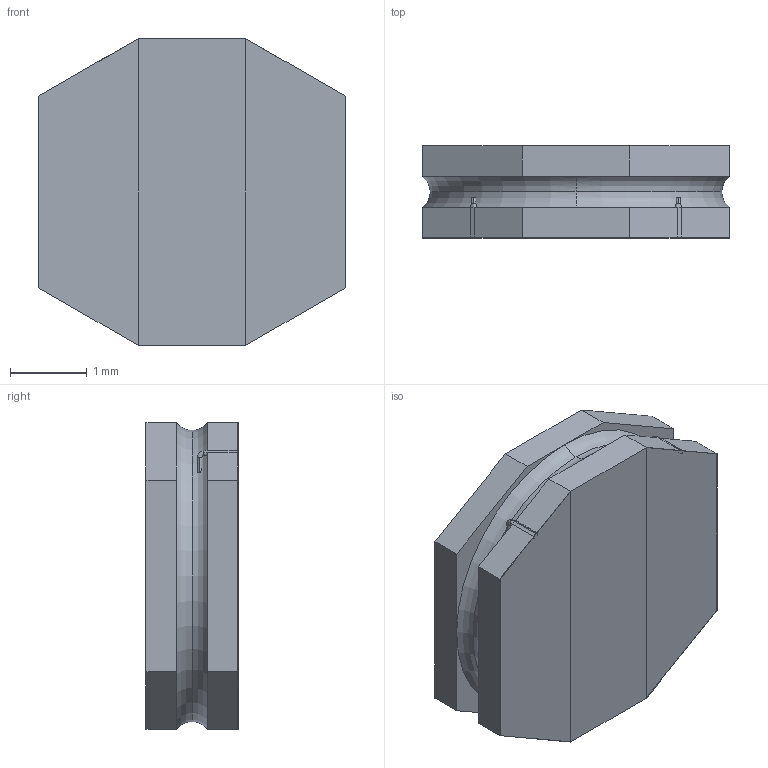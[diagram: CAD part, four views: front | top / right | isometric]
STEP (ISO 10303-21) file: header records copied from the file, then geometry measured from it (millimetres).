
FILE_DESCRIPTION (( 'STEP AP214' ), '1' );
FILE_NAME ('VLS4012ET-100M.STEP', '2022-02-22T09:40:27', ( '' ), ( '' ), 'SwSTEP 2.0', 'SolidWorks 2017', '' );
FILE_SCHEMA (( 'AUTOMOTIVE_DESIGN' ));
Length unit declared in the file: millimetre
Products named in the file (1): VLS4012ET-100M
Bounding box: 4 x 1.2 x 4 mm (x, y, z)
Volume: 15.9 mm3; surface area: 115.4 mm2
Topology: 7 solids, 7 shells, 78 faces, 182 edges, 118 vertices
Faces by surface type: plane 48, cylinder 16, torus 10, bspline 4
Entity records: 2652 total; most frequent: CARTESIAN_POINT 733, ORIENTED_EDGE 364, DIRECTION 362, EDGE_CURVE 182, AXIS2_PLACEMENT_3D 123, VERTEX_POINT 118, VECTOR 116, LINE 116
